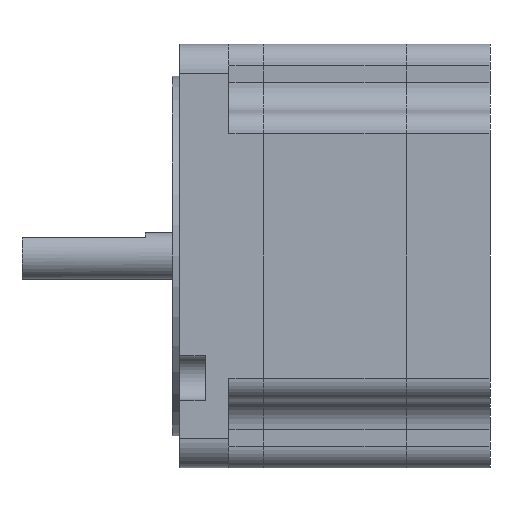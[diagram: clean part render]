
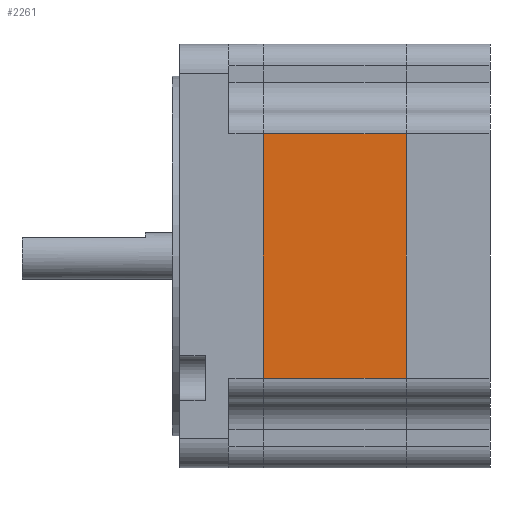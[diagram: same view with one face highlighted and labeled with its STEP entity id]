
A CAD part, left-side view. The second image highlights one B-rep face of the part: STEP entity #2261.
In plain terms, the highlighted planar face has unit normal (-1, 0, 0).
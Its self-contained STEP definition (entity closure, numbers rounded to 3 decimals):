
#99 = VECTOR ( 'NONE', #2254, 1000. ) ;
#114 = CARTESIAN_POINT ( 'NONE',  ( 0., 29., -67.8 ) ) ;
#164 = EDGE_CURVE ( 'NONE', #2304, #5435, #3725, .T. ) ;
#649 = LINE ( 'NONE', #4065, #2715 ) ;
#1004 = DIRECTION ( 'NONE',  ( 0., -1., 0. ) ) ;
#1016 = LINE ( 'NONE', #114, #5587 ) ;
#1135 = ORIENTED_EDGE ( 'NONE', *, *, #2140, .F. ) ;
#1397 = AXIS2_PLACEMENT_3D ( 'NONE', #3688, #1944, #5026 ) ;
#1436 = DIRECTION ( 'NONE',  ( 0., 0., 1. ) ) ;
#1658 = EDGE_LOOP ( 'NONE', ( #2520, #2704, #1135, #3436 ) ) ;
#1808 = CARTESIAN_POINT ( 'NONE',  ( 0., 29., -18.2 ) ) ;
#1944 = DIRECTION ( 'NONE',  ( 1., 0., 0. ) ) ;
#2082 = CARTESIAN_POINT ( 'NONE',  ( 0., 29., -67.8 ) ) ;
#2140 = EDGE_CURVE ( 'NONE', #4477, #2304, #1016, .T. ) ;
#2206 = CARTESIAN_POINT ( 'NONE',  ( 0., 0., -67.8 ) ) ;
#2254 = DIRECTION ( 'NONE',  ( 0., 0., 1. ) ) ;
#2261 = ADVANCED_FACE ( 'NONE', ( #3967 ), #3242, .F. ) ;
#2304 = VERTEX_POINT ( 'NONE', #2419 ) ;
#2419 = CARTESIAN_POINT ( 'NONE',  ( 0., 29., -18.2 ) ) ;
#2497 = VERTEX_POINT ( 'NONE', #2206 ) ;
#2520 = ORIENTED_EDGE ( 'NONE', *, *, #3290, .T. ) ;
#2567 = VECTOR ( 'NONE', #4448, 1000. ) ;
#2704 = ORIENTED_EDGE ( 'NONE', *, *, #164, .F. ) ;
#2715 = VECTOR ( 'NONE', #1004, 1000. ) ;
#3131 = CARTESIAN_POINT ( 'NONE',  ( 0., 0., -67.8 ) ) ;
#3242 = PLANE ( 'NONE',  #1397 ) ;
#3290 = EDGE_CURVE ( 'NONE', #2497, #5435, #3869, .T. ) ;
#3436 = ORIENTED_EDGE ( 'NONE', *, *, #5411, .T. ) ;
#3688 = CARTESIAN_POINT ( 'NONE',  ( 0., 29., -67.8 ) ) ;
#3725 = LINE ( 'NONE', #1808, #2567 ) ;
#3869 = LINE ( 'NONE', #3131, #99 ) ;
#3967 = FACE_OUTER_BOUND ( 'NONE', #1658, .T. ) ;
#4065 = CARTESIAN_POINT ( 'NONE',  ( 0., 29., -67.8 ) ) ;
#4448 = DIRECTION ( 'NONE',  ( 0., -1., 0. ) ) ;
#4477 = VERTEX_POINT ( 'NONE', #2082 ) ;
#4507 = CARTESIAN_POINT ( 'NONE',  ( 0., 0., -18.2 ) ) ;
#5026 = DIRECTION ( 'NONE',  ( 0., 0., -1. ) ) ;
#5411 = EDGE_CURVE ( 'NONE', #4477, #2497, #649, .T. ) ;
#5435 = VERTEX_POINT ( 'NONE', #4507 ) ;
#5587 = VECTOR ( 'NONE', #1436, 1000. ) ;
